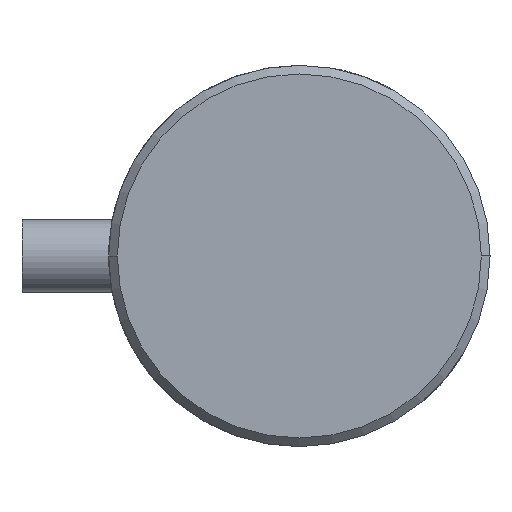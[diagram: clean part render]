
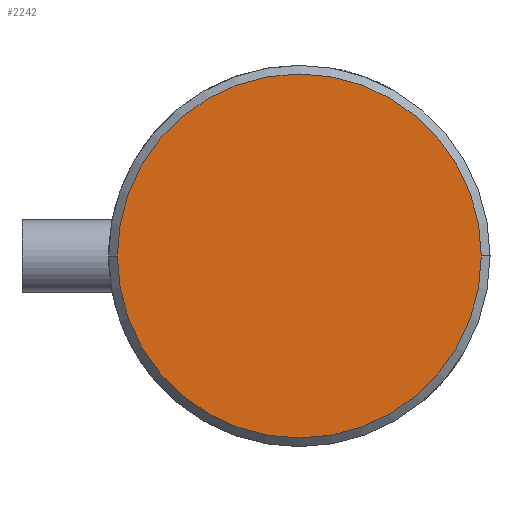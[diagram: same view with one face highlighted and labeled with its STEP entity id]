
A CAD part, left-side view. The second image highlights one B-rep face of the part: STEP entity #2242.
In plain terms, the highlighted planar face has unit normal (-1, 0, 0).
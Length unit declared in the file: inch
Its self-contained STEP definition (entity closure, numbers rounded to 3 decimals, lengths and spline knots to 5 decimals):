
#244 = FACE_OUTER_BOUND ( 'NONE', #1918, .T. ) ;
#498 = CARTESIAN_POINT ( 'NONE',  ( 0., 0., 0. ) ) ;
#640 = DIRECTION ( 'NONE',  ( 0., 0., -1. ) ) ;
#684 = CARTESIAN_POINT ( 'NONE',  ( 0., 0., 0. ) ) ;
#699 = EDGE_CURVE ( 'NONE', #1181, #1059, #2578, .T. ) ;
#783 = AXIS2_PLACEMENT_3D ( 'NONE', #498, #1408, #2569 ) ;
#1059 = VERTEX_POINT ( 'NONE', #2983 ) ;
#1181 = VERTEX_POINT ( 'NONE', #3292 ) ;
#1210 = CIRCLE ( 'NONE', #2702, 0.41339 ) ;
#1408 = DIRECTION ( 'NONE',  ( 1., 0., 0. ) ) ;
#1532 = CARTESIAN_POINT ( 'NONE',  ( 0., 0., 0. ) ) ;
#1918 = EDGE_LOOP ( 'NONE', ( #3248, #3541 ) ) ;
#2242 = ADVANCED_FACE ( 'NONE', ( #244 ), #3783, .F. ) ;
#2569 = DIRECTION ( 'NONE',  ( 0., 1., 0. ) ) ;
#2578 = CIRCLE ( 'NONE', #783, 0.41339 ) ;
#2658 = DIRECTION ( 'NONE',  ( 1., 0., 0. ) ) ;
#2688 = AXIS2_PLACEMENT_3D ( 'NONE', #684, #2996, #640 ) ;
#2702 = AXIS2_PLACEMENT_3D ( 'NONE', #1532, #2658, #2977 ) ;
#2977 = DIRECTION ( 'NONE',  ( 0., 1., 0. ) ) ;
#2983 = CARTESIAN_POINT ( 'NONE',  ( 0., -0.41339, 0. ) ) ;
#2996 = DIRECTION ( 'NONE',  ( 1., 0., 0. ) ) ;
#3248 = ORIENTED_EDGE ( 'NONE', *, *, #699, .F. ) ;
#3292 = CARTESIAN_POINT ( 'NONE',  ( 0., 0.41339, 0. ) ) ;
#3541 = ORIENTED_EDGE ( 'NONE', *, *, #3750, .F. ) ;
#3750 = EDGE_CURVE ( 'NONE', #1059, #1181, #1210, .T. ) ;
#3783 = PLANE ( 'NONE',  #2688 ) ;
